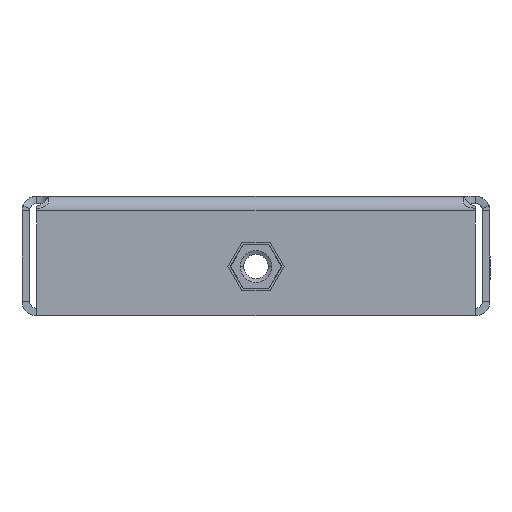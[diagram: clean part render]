
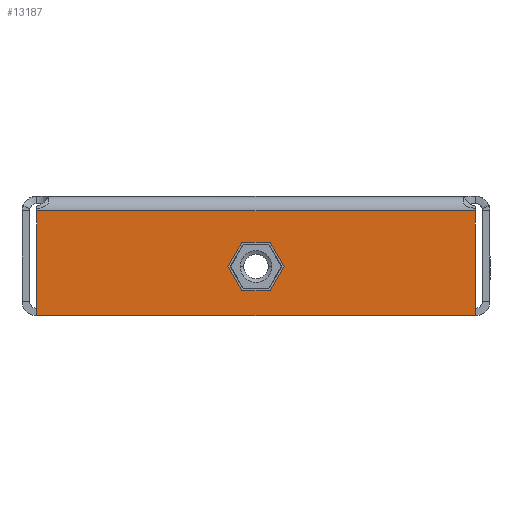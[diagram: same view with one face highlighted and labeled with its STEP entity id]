
A CAD part, left-side view. The second image highlights one B-rep face of the part: STEP entity #13187.
In plain terms, the highlighted planar face has unit normal (-1, 0, 0).
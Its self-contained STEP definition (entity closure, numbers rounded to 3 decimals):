
#268 = DIRECTION ( 'NONE',  ( 0., 0., -1. ) ) ;
#623 = ORIENTED_EDGE ( 'NONE', *, *, #2900, .T. ) ;
#1252 = VECTOR ( 'NONE', #4958, 1000. ) ;
#1515 = FACE_OUTER_BOUND ( 'NONE', #13274, .T. ) ;
#1790 = VECTOR ( 'NONE', #17456, 1000. ) ;
#1902 = CARTESIAN_POINT ( 'NONE',  ( -302., -5.312, -14.4 ) ) ;
#2222 = EDGE_LOOP ( 'NONE', ( #12017, #21504, #623, #8168, #18028, #19035 ) ) ;
#2513 = VECTOR ( 'NONE', #15816, 1000. ) ;
#2800 = ORIENTED_EDGE ( 'NONE', *, *, #13967, .T. ) ;
#2900 = EDGE_CURVE ( 'NONE', #16166, #4074, #14671, .T. ) ;
#2979 = DIRECTION ( 'NONE',  ( 0., 0., 1. ) ) ;
#3341 = DIRECTION ( 'NONE',  ( 0., 0., -1. ) ) ;
#3472 = VECTOR ( 'NONE', #22589, 1000. ) ;
#3599 = EDGE_CURVE ( 'NONE', #4900, #16166, #4390, .T. ) ;
#3768 = CARTESIAN_POINT ( 'NONE',  ( -302., 10.219, -5.9 ) ) ;
#4074 = VERTEX_POINT ( 'NONE', #15117 ) ;
#4390 = LINE ( 'NONE', #20123, #9521 ) ;
#4705 = CARTESIAN_POINT ( 'NONE',  ( -302., -45., 0. ) ) ;
#4891 = EDGE_CURVE ( 'NONE', #12191, #9740, #16680, .T. ) ;
#4900 = VERTEX_POINT ( 'NONE', #7721 ) ;
#4958 = DIRECTION ( 'NONE',  ( 0., -0.5, 0.866 ) ) ;
#5152 = LINE ( 'NONE', #19148, #2513 ) ;
#5181 = LINE ( 'NONE', #11407, #1252 ) ;
#5278 = VECTOR ( 'NONE', #12134, 1000. ) ;
#6105 = EDGE_CURVE ( 'NONE', #14981, #16777, #10702, .T. ) ;
#6157 = VECTOR ( 'NONE', #9669, 1000. ) ;
#6307 = VECTOR ( 'NONE', #21341, 1000. ) ;
#7721 = CARTESIAN_POINT ( 'NONE',  ( -302., -2.656, -19. ) ) ;
#8168 = ORIENTED_EDGE ( 'NONE', *, *, #13160, .T. ) ;
#8225 = LINE ( 'NONE', #8341, #3472 ) ;
#8341 = CARTESIAN_POINT ( 'NONE',  ( -302., 0., -24.5 ) ) ;
#8628 = FACE_BOUND ( 'NONE', #2222, .T. ) ;
#8993 = CARTESIAN_POINT ( 'NONE',  ( -302., 45., 0. ) ) ;
#9521 = VECTOR ( 'NONE', #18164, 1000. ) ;
#9669 = DIRECTION ( 'NONE',  ( 0., -1., 0. ) ) ;
#9740 = VERTEX_POINT ( 'NONE', #20960 ) ;
#10569 = CARTESIAN_POINT ( 'NONE',  ( -302., 45., -3. ) ) ;
#10702 = LINE ( 'NONE', #8993, #18055 ) ;
#11117 = EDGE_CURVE ( 'NONE', #14981, #20279, #5152, .T. ) ;
#11407 = CARTESIAN_POINT ( 'NONE',  ( -302., -2.252, -1.3 ) ) ;
#11494 = AXIS2_PLACEMENT_3D ( 'NONE', #15505, #19068, #3341 ) ;
#11800 = CARTESIAN_POINT ( 'NONE',  ( -302., -10.219, -5.9 ) ) ;
#12017 = ORIENTED_EDGE ( 'NONE', *, *, #19774, .T. ) ;
#12134 = DIRECTION ( 'NONE',  ( 0., 0.5, -0.866 ) ) ;
#12137 = EDGE_CURVE ( 'NONE', #9740, #14166, #21355, .T. ) ;
#12191 = VERTEX_POINT ( 'NONE', #20207 ) ;
#12299 = EDGE_CURVE ( 'NONE', #17403, #20279, #20437, .T. ) ;
#13160 = EDGE_CURVE ( 'NONE', #4074, #12191, #5181, .T. ) ;
#13187 = ADVANCED_FACE ( 'NONE', ( #8628, #1515 ), #16817, .F. ) ;
#13274 = EDGE_LOOP ( 'NONE', ( #15842, #17544, #2800, #20043 ) ) ;
#13529 = LINE ( 'NONE', #11800, #5278 ) ;
#13967 = EDGE_CURVE ( 'NONE', #16777, #17403, #8225, .T. ) ;
#14108 = CARTESIAN_POINT ( 'NONE',  ( -302., 2.656, -19. ) ) ;
#14166 = VERTEX_POINT ( 'NONE', #1902 ) ;
#14452 = CARTESIAN_POINT ( 'NONE',  ( -302., 2.252, -1.3 ) ) ;
#14671 = LINE ( 'NONE', #3768, #6307 ) ;
#14981 = VERTEX_POINT ( 'NONE', #10569 ) ;
#15117 = CARTESIAN_POINT ( 'NONE',  ( -302., 5.312, -14.4 ) ) ;
#15505 = CARTESIAN_POINT ( 'NONE',  ( -302., 0., 0. ) ) ;
#15816 = DIRECTION ( 'NONE',  ( 0., -1., 0. ) ) ;
#15842 = ORIENTED_EDGE ( 'NONE', *, *, #11117, .F. ) ;
#16166 = VERTEX_POINT ( 'NONE', #14108 ) ;
#16520 = CARTESIAN_POINT ( 'NONE',  ( -302., -45., -24.5 ) ) ;
#16560 = CARTESIAN_POINT ( 'NONE',  ( -302., 0., -9.8 ) ) ;
#16680 = LINE ( 'NONE', #16560, #6157 ) ;
#16777 = VERTEX_POINT ( 'NONE', #17582 ) ;
#16817 = PLANE ( 'NONE',  #11494 ) ;
#17403 = VERTEX_POINT ( 'NONE', #16520 ) ;
#17456 = DIRECTION ( 'NONE',  ( 0., -0.5, -0.866 ) ) ;
#17544 = ORIENTED_EDGE ( 'NONE', *, *, #6105, .T. ) ;
#17582 = CARTESIAN_POINT ( 'NONE',  ( -302., 45., -24.5 ) ) ;
#17811 = CARTESIAN_POINT ( 'NONE',  ( -302., -45., -3. ) ) ;
#18028 = ORIENTED_EDGE ( 'NONE', *, *, #4891, .T. ) ;
#18055 = VECTOR ( 'NONE', #268, 1000. ) ;
#18164 = DIRECTION ( 'NONE',  ( 0., 1., 0. ) ) ;
#19035 = ORIENTED_EDGE ( 'NONE', *, *, #12137, .T. ) ;
#19068 = DIRECTION ( 'NONE',  ( 1., 0., 0. ) ) ;
#19148 = CARTESIAN_POINT ( 'NONE',  ( -302., -45., -3. ) ) ;
#19370 = VECTOR ( 'NONE', #2979, 1000. ) ;
#19774 = EDGE_CURVE ( 'NONE', #14166, #4900, #13529, .T. ) ;
#20043 = ORIENTED_EDGE ( 'NONE', *, *, #12299, .T. ) ;
#20123 = CARTESIAN_POINT ( 'NONE',  ( -302., 0., -19. ) ) ;
#20207 = CARTESIAN_POINT ( 'NONE',  ( -302., 2.656, -9.8 ) ) ;
#20279 = VERTEX_POINT ( 'NONE', #17811 ) ;
#20437 = LINE ( 'NONE', #4705, #19370 ) ;
#20960 = CARTESIAN_POINT ( 'NONE',  ( -302., -2.656, -9.8 ) ) ;
#21341 = DIRECTION ( 'NONE',  ( 0., 0.5, 0.866 ) ) ;
#21355 = LINE ( 'NONE', #14452, #1790 ) ;
#21504 = ORIENTED_EDGE ( 'NONE', *, *, #3599, .T. ) ;
#22589 = DIRECTION ( 'NONE',  ( 0., -1., 0. ) ) ;
